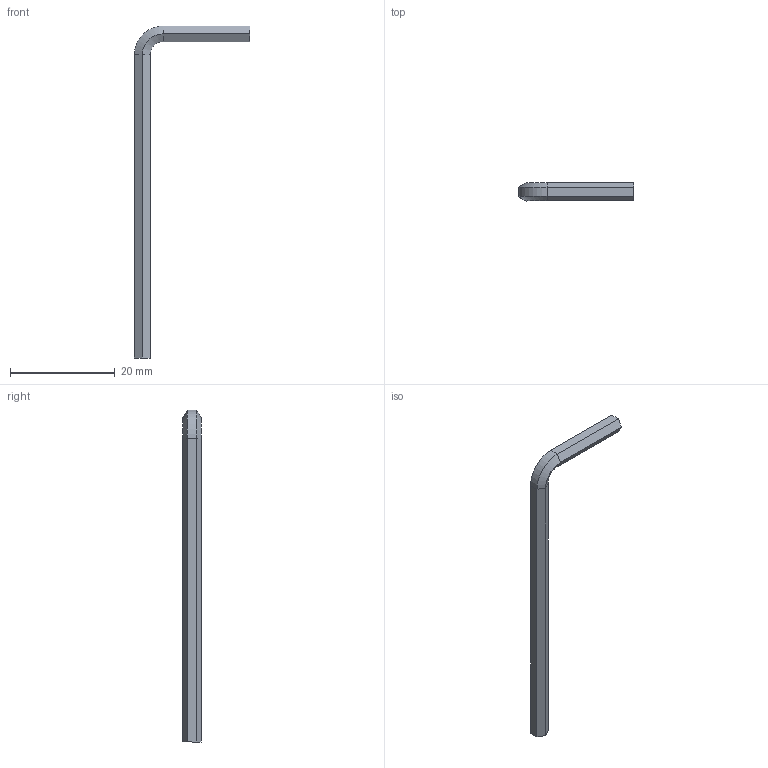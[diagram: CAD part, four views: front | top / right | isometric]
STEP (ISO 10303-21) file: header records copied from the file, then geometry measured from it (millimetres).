
FILE_DESCRIPTION(('produced by SPATIAL CORP'),'2;1');
FILE_NAME('hex_wrench1.hh.sat.stp', '2002-04-12T11:55:54+00:00',('SPATIAL CORP'),('SPATIAL CORP'), 'ACIS STEP Husk','http://www.spatial.com','SPATIAL CORP');
FILE_SCHEMA(('CONFIG_CONTROL_DESIGN'));
Length unit declared in the file: millimetre
Products named in the file (1): PRODUCT_ID_1
Bounding box: 22 x 3.46 x 63.5 mm (x, y, z)
Volume: 629.6 mm3; surface area: 855.1 mm2
Topology: 1 solids, 1 shells, 20 faces, 42 edges, 24 vertices
Faces by surface type: plane 14, cone 4, cylinder 2
Entity records: 601 total; most frequent: DIRECTION 88, CARTESIAN_POINT 86, ORIENTED_EDGE 84, EDGE_CURVE 42, VECTOR 36, LINE 36, AXIS2_PLACEMENT_3D 26, VERTEX_POINT 24
